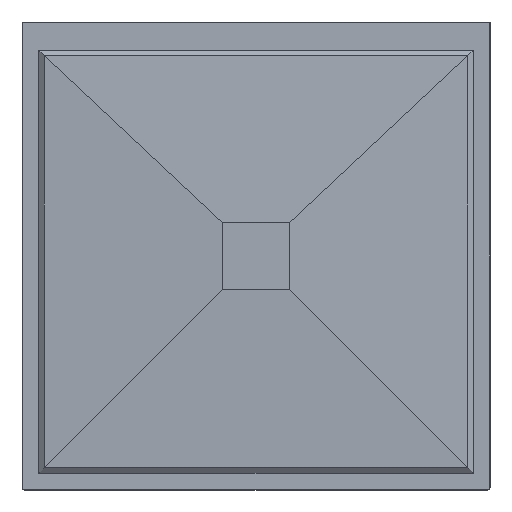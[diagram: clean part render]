
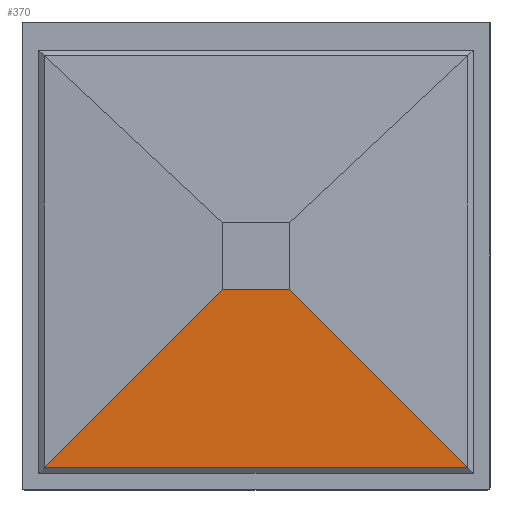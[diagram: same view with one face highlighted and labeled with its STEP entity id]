
A CAD part, front view. The second image highlights one B-rep face of the part: STEP entity #370.
In plain terms, the highlighted planar face has unit normal (0, -0.999, -0.039).
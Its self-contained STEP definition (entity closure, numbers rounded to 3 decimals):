
#40 = EDGE_CURVE ( 'NONE', #2176, #2402, #4408, .T. ) ;
#370 = ADVANCED_FACE ( 'NONE', ( #2046 ), #694, .T. ) ;
#377 = VERTEX_POINT ( 'NONE', #4199 ) ;
#515 = AXIS2_PLACEMENT_3D ( 'NONE', #2088, #674, #718 ) ;
#523 = VERTEX_POINT ( 'NONE', #875 ) ;
#674 = DIRECTION ( 'NONE',  ( 0., -0.999, -0.039 ) ) ;
#694 = PLANE ( 'NONE',  #515 ) ;
#718 = DIRECTION ( 'NONE',  ( 1., 0., 0. ) ) ;
#851 = VECTOR ( 'NONE', #2816, 1000. ) ;
#875 = CARTESIAN_POINT ( 'NONE',  ( -71., -23., -71. ) ) ;
#1009 = CARTESIAN_POINT ( 'NONE',  ( 0., -8., -452. ) ) ;
#1045 = CARTESIAN_POINT ( 'NONE',  ( 452., -8., -452. ) ) ;
#1083 = EDGE_CURVE ( 'NONE', #2176, #523, #2760, .T. ) ;
#1132 = EDGE_CURVE ( 'NONE', #523, #377, #3754, .T. ) ;
#1711 = ORIENTED_EDGE ( 'NONE', *, *, #40, .T. ) ;
#1739 = VECTOR ( 'NONE', #2321, 1000. ) ;
#1988 = CARTESIAN_POINT ( 'NONE',  ( -261.5, -15.5, -261.5 ) ) ;
#2046 = FACE_OUTER_BOUND ( 'NONE', #4137, .T. ) ;
#2088 = CARTESIAN_POINT ( 'NONE',  ( -452., -8., -452. ) ) ;
#2176 = VERTEX_POINT ( 'NONE', #3375 ) ;
#2321 = DIRECTION ( 'NONE',  ( 1., 0., 0. ) ) ;
#2402 = VERTEX_POINT ( 'NONE', #1045 ) ;
#2492 = CARTESIAN_POINT ( 'NONE',  ( 261.5, -15.5, -261.5 ) ) ;
#2664 = EDGE_CURVE ( 'NONE', #2402, #377, #3002, .T. ) ;
#2760 = LINE ( 'NONE', #1988, #3459 ) ;
#2816 = DIRECTION ( 'NONE',  ( -0.707, -0.028, 0.707 ) ) ;
#2884 = ORIENTED_EDGE ( 'NONE', *, *, #1083, .F. ) ;
#3002 = LINE ( 'NONE', #2492, #851 ) ;
#3006 = ORIENTED_EDGE ( 'NONE', *, *, #1132, .F. ) ;
#3030 = CARTESIAN_POINT ( 'NONE',  ( 0., -23., -71. ) ) ;
#3343 = DIRECTION ( 'NONE',  ( 1., 0., 0. ) ) ;
#3350 = ORIENTED_EDGE ( 'NONE', *, *, #2664, .T. ) ;
#3375 = CARTESIAN_POINT ( 'NONE',  ( -452., -8., -452. ) ) ;
#3459 = VECTOR ( 'NONE', #4409, 1000. ) ;
#3463 = VECTOR ( 'NONE', #3343, 1000. ) ;
#3754 = LINE ( 'NONE', #3030, #3463 ) ;
#4137 = EDGE_LOOP ( 'NONE', ( #1711, #3350, #3006, #2884 ) ) ;
#4199 = CARTESIAN_POINT ( 'NONE',  ( 71., -23., -71. ) ) ;
#4408 = LINE ( 'NONE', #1009, #1739 ) ;
#4409 = DIRECTION ( 'NONE',  ( 0.707, -0.028, 0.707 ) ) ;
